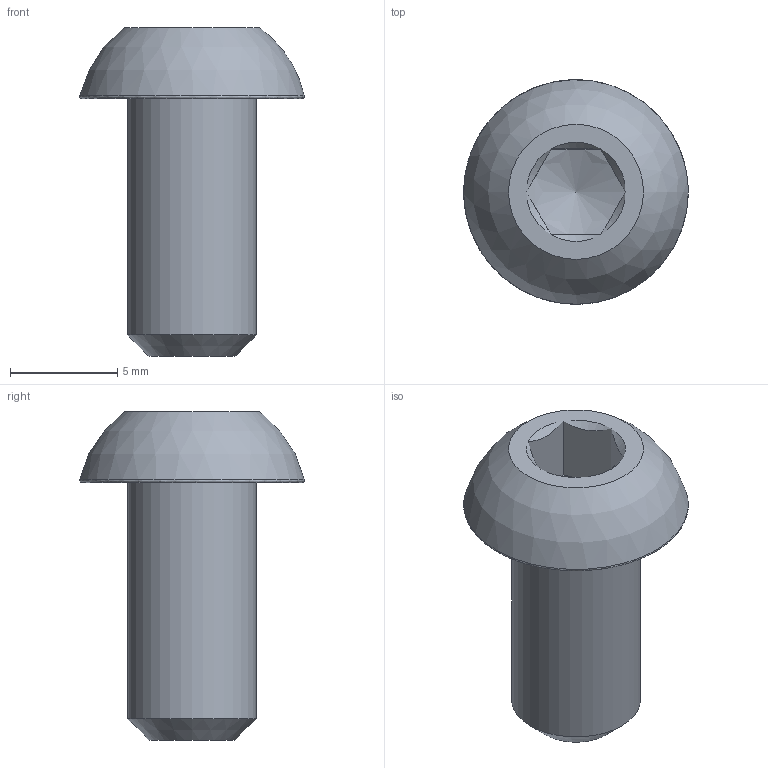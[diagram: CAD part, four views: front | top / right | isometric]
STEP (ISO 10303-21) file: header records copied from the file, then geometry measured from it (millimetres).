
FILE_DESCRIPTION(('FreeCAD Model'),'2;1');
FILE_NAME('ISO7380_Hex_Socket_Button_Head_Screw_M6x12.step', '2013-08-03T03:23:27',('FreeCAD'),('FreeCAD'), 'Open CASCADE STEP processor 6.5','FreeCAD','Unknown');
FILE_SCHEMA(('AUTOMOTIVE_DESIGN_CC2 { 1 2 10303 214 -1 1 5 4 }'));
Length unit declared in the file: millimetre
Products named in the file (1): ISO7380_Hex_Socket_Button_Head_Screw_M6x12
Bounding box: 10.45 x 10.45 x 15.3 mm (x, y, z)
Volume: 496.4 mm3; surface area: 482.8 mm2
Topology: 1 solids, 1 shells, 20 faces, 48 edges, 31 vertices
Faces by surface type: plane 9, cone 8, cylinder 1, bspline 1, sphere 1
Full cylindrical faces by diameter (mm): 6 x1
Entity records: 1383 total; most frequent: CARTESIAN_POINT 491, DIRECTION 147, ORIENTED_EDGE 94, PCURVE 94, DEFINITIONAL_REPRESENTATION 94, LINE 52, VECTOR 52, EDGE_CURVE 47
